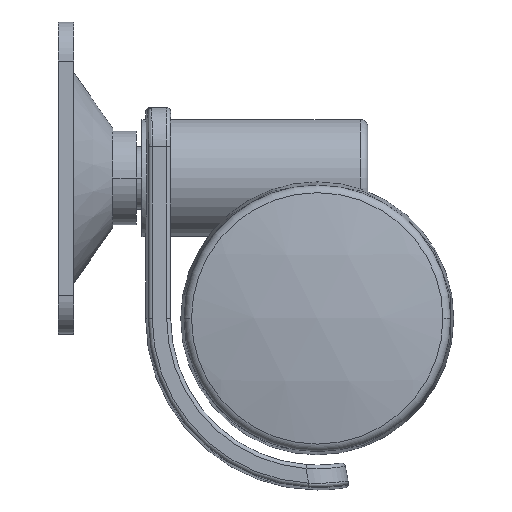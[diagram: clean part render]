
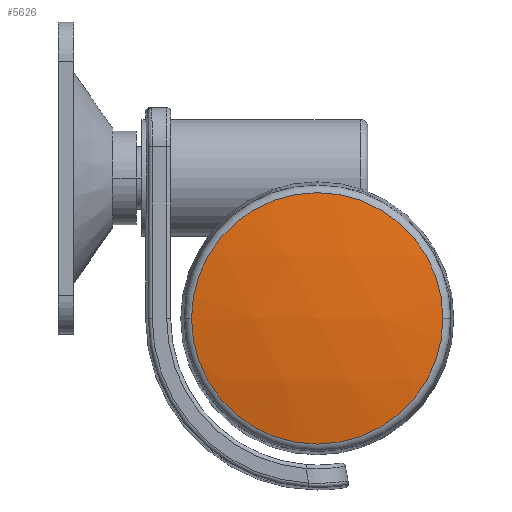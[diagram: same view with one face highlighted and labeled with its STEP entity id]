
A CAD part, left-side view. The second image highlights one B-rep face of the part: STEP entity #5626.
In plain terms, the highlighted spherical face has radius 80 mm.
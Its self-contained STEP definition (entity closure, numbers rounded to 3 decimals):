
#377 = DIRECTION ( 'NONE',  ( -0.979, 0., -0.203 ) ) ;
#457 = DIRECTION ( 'NONE',  ( -0.203, 0., 0.979 ) ) ;
#825 = DIRECTION ( 'NONE',  ( 1., 0., 0. ) ) ;
#968 = CIRCLE ( 'NONE', #5072, 16.123 ) ;
#1656 = SPHERICAL_SURFACE ( 'NONE', #1987, 80. ) ;
#1743 = CARTESIAN_POINT ( 'NONE',  ( 56.5, 0., 0. ) ) ;
#1987 = AXIS2_PLACEMENT_3D ( 'NONE', #1743, #457, #377 ) ;
#2654 = DIRECTION ( 'NONE',  ( 0., -1., 0. ) ) ;
#3090 = CARTESIAN_POINT ( 'NONE',  ( -21.859, 0., 0. ) ) ;
#3532 = CIRCLE ( 'NONE', #4355, 16.123 ) ;
#4355 = AXIS2_PLACEMENT_3D ( 'NONE', #3090, #5005, #7013 ) ;
#4797 = CARTESIAN_POINT ( 'NONE',  ( -21.859, 16.123, 0. ) ) ;
#5005 = DIRECTION ( 'NONE',  ( 1., 0., 0. ) ) ;
#5072 = AXIS2_PLACEMENT_3D ( 'NONE', #6457, #825, #2654 ) ;
#5279 = VERTEX_POINT ( 'NONE', #5286 ) ;
#5286 = CARTESIAN_POINT ( 'NONE',  ( -21.859, -16.123, 0. ) ) ;
#5626 = ADVANCED_FACE ( 'NONE', ( #5964 ), #1656, .T. ) ;
#5964 = FACE_OUTER_BOUND ( 'NONE', #6561, .T. ) ;
#6379 = VERTEX_POINT ( 'NONE', #4797 ) ;
#6457 = CARTESIAN_POINT ( 'NONE',  ( -21.859, 0., 0. ) ) ;
#6527 = ORIENTED_EDGE ( 'NONE', *, *, #6832, .F. ) ;
#6561 = EDGE_LOOP ( 'NONE', ( #6564, #6527 ) ) ;
#6564 = ORIENTED_EDGE ( 'NONE', *, *, #7877, .F. ) ;
#6832 = EDGE_CURVE ( 'NONE', #6379, #5279, #3532, .T. ) ;
#7013 = DIRECTION ( 'NONE',  ( 0., -1., 0. ) ) ;
#7877 = EDGE_CURVE ( 'NONE', #5279, #6379, #968, .T. ) ;
